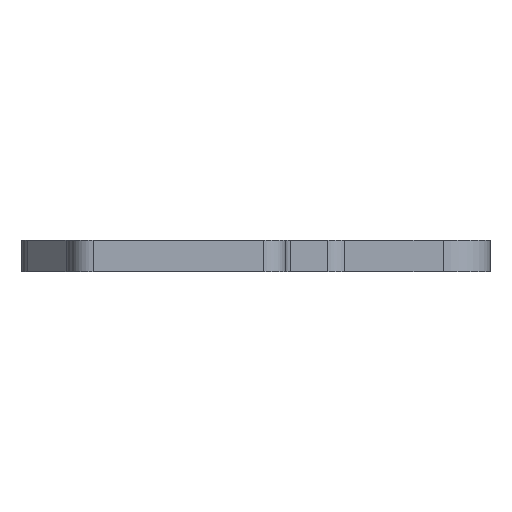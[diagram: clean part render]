
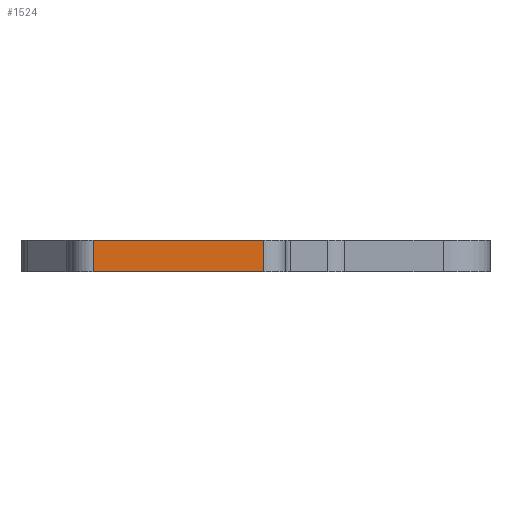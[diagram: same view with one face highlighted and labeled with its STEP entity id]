
A CAD part, left-side view. The second image highlights one B-rep face of the part: STEP entity #1524.
In plain terms, the highlighted planar face has unit normal (-1, 0, 0).
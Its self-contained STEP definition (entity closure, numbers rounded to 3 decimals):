
#174=DIRECTION('',(0.,-1.,0.));
#175=VECTOR('',#174,5.456);
#176=CARTESIAN_POINT('',(-10.29,2.728,0.));
#177=LINE('',#176,#175);
#341=DIRECTION('',(0.,-1.,0.));
#342=VECTOR('',#341,5.456);
#343=CARTESIAN_POINT('',(-10.29,2.728,1.));
#344=LINE('',#343,#342);
#541=DIRECTION('',(0.,0.,1.));
#542=VECTOR('',#541,1.);
#543=CARTESIAN_POINT('',(-10.29,-2.728,0.));
#544=LINE('',#543,#542);
#545=DIRECTION('',(0.,0.,-1.));
#546=VECTOR('',#545,1.);
#547=CARTESIAN_POINT('',(-10.29,2.728,1.));
#548=LINE('',#547,#546);
#829=CARTESIAN_POINT('',(-10.29,-2.728,1.));
#831=VERTEX_POINT('',#829);
#835=CARTESIAN_POINT('',(-10.29,-2.728,0.));
#836=VERTEX_POINT('',#835);
#837=CARTESIAN_POINT('',(-10.29,2.728,0.));
#839=VERTEX_POINT('',#837);
#843=CARTESIAN_POINT('',(-10.29,2.728,1.));
#844=VERTEX_POINT('',#843);
#1512=CARTESIAN_POINT('',(-10.29,5.,0.));
#1513=DIRECTION('',(-1.,0.,0.));
#1514=DIRECTION('',(0.,-1.,0.));
#1515=AXIS2_PLACEMENT_3D('',#1512,#1513,#1514);
#1516=PLANE('',#1515);
#1517=ORIENTED_EDGE('',*,*,#1507,.F.);
#1518=ORIENTED_EDGE('',*,*,#961,.F.);
#1520=ORIENTED_EDGE('',*,*,#1519,.F.);
#1521=ORIENTED_EDGE('',*,*,#1113,.T.);
#1522=EDGE_LOOP('',(#1517,#1518,#1520,#1521));
#1523=FACE_OUTER_BOUND('',#1522,.F.);
#1524=ADVANCED_FACE('',(#1523),#1516,.T.);
#961=EDGE_CURVE('',#839,#836,#177,.T.);
#1113=EDGE_CURVE('',#844,#831,#344,.T.);
#1507=EDGE_CURVE('',#836,#831,#544,.T.);
#1519=EDGE_CURVE('',#844,#839,#548,.T.);
